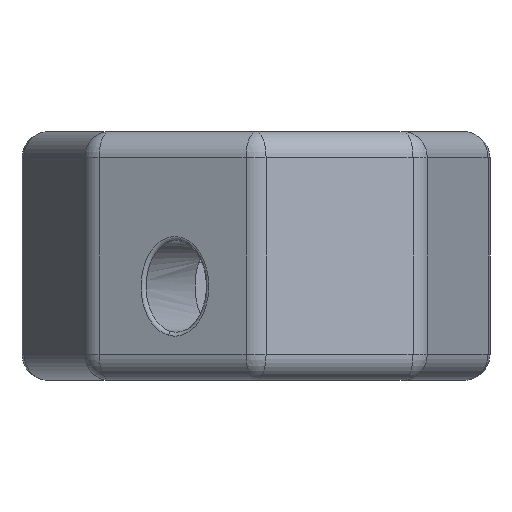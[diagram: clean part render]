
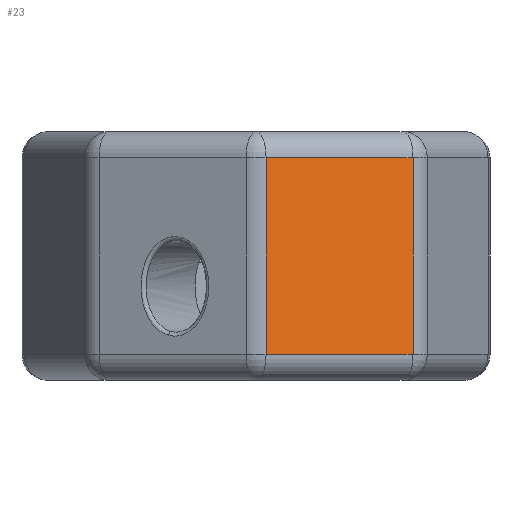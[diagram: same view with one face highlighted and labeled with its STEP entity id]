
A CAD part, front view. The second image highlights one B-rep face of the part: STEP entity #23.
In plain terms, the highlighted planar face has unit normal (0.383, -0.924, 0).
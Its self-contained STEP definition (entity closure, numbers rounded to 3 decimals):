
#23 = ADVANCED_FACE ( 'NONE', ( #1459 ), #4144, .F. ) ;
#48 = VECTOR ( 'NONE', #4417, 1000. ) ;
#115 = EDGE_CURVE ( 'NONE', #2958, #3756, #1232, .T. ) ;
#362 = EDGE_CURVE ( 'NONE', #3756, #2620, #3607, .T. ) ;
#365 = DIRECTION ( 'NONE',  ( -0.383, 0.924, 0. ) ) ;
#655 = ORIENTED_EDGE ( 'NONE', *, *, #1815, .T. ) ;
#786 = DIRECTION ( 'NONE',  ( -0.924, -0.383, 0. ) ) ;
#866 = CARTESIAN_POINT ( 'NONE',  ( 0.765, -17.725, 19. ) ) ;
#936 = ORIENTED_EDGE ( 'NONE', *, *, #362, .T. ) ;
#1158 = CARTESIAN_POINT ( 'NONE',  ( 0., -18.042, 19. ) ) ;
#1179 = CARTESIAN_POINT ( 'NONE',  ( 0.765, -17.725, 17. ) ) ;
#1183 = CARTESIAN_POINT ( 'NONE',  ( 0.765, -17.725, 2. ) ) ;
#1232 = LINE ( 'NONE', #866, #3213 ) ;
#1359 = EDGE_CURVE ( 'NONE', #2620, #2616, #2209, .T. ) ;
#1392 = ORIENTED_EDGE ( 'NONE', *, *, #115, .T. ) ;
#1459 = FACE_OUTER_BOUND ( 'NONE', #1842, .T. ) ;
#1815 = EDGE_CURVE ( 'NONE', #2616, #2958, #3752, .T. ) ;
#1842 = EDGE_LOOP ( 'NONE', ( #1392, #936, #2543, #655 ) ) ;
#2209 = LINE ( 'NONE', #2875, #48 ) ;
#2313 = DIRECTION ( 'NONE',  ( 0., 0., 1. ) ) ;
#2543 = ORIENTED_EDGE ( 'NONE', *, *, #1359, .T. ) ;
#2616 = VERTEX_POINT ( 'NONE', #4861 ) ;
#2620 = VERTEX_POINT ( 'NONE', #3349 ) ;
#2875 = CARTESIAN_POINT ( 'NONE',  ( 11.992, -13.075, 19. ) ) ;
#2958 = VERTEX_POINT ( 'NONE', #4387 ) ;
#3068 = VECTOR ( 'NONE', #4370, 1000. ) ;
#3133 = AXIS2_PLACEMENT_3D ( 'NONE', #1158, #365, #2313 ) ;
#3171 = DIRECTION ( 'NONE',  ( 0., 0., -1. ) ) ;
#3213 = VECTOR ( 'NONE', #3171, 1000. ) ;
#3349 = CARTESIAN_POINT ( 'NONE',  ( 11.992, -13.075, 2. ) ) ;
#3607 = LINE ( 'NONE', #4735, #3068 ) ;
#3752 = LINE ( 'NONE', #1179, #3878 ) ;
#3756 = VERTEX_POINT ( 'NONE', #1183 ) ;
#3878 = VECTOR ( 'NONE', #786, 1000. ) ;
#4144 = PLANE ( 'NONE',  #3133 ) ;
#4370 = DIRECTION ( 'NONE',  ( 0.924, 0.383, 0. ) ) ;
#4387 = CARTESIAN_POINT ( 'NONE',  ( 0.765, -17.725, 17. ) ) ;
#4417 = DIRECTION ( 'NONE',  ( 0., 0., 1. ) ) ;
#4735 = CARTESIAN_POINT ( 'NONE',  ( 0., -18.042, 2. ) ) ;
#4861 = CARTESIAN_POINT ( 'NONE',  ( 11.992, -13.075, 17. ) ) ;
